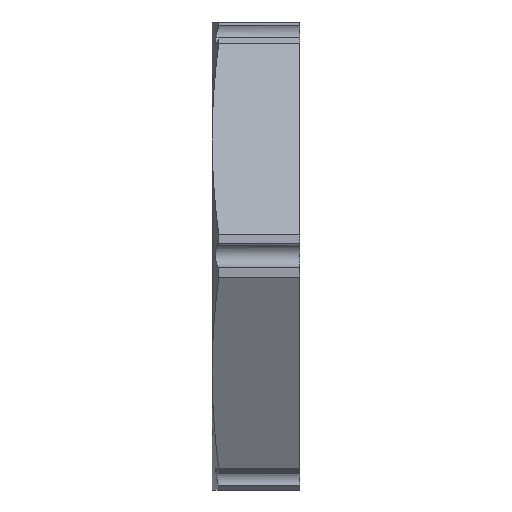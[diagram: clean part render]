
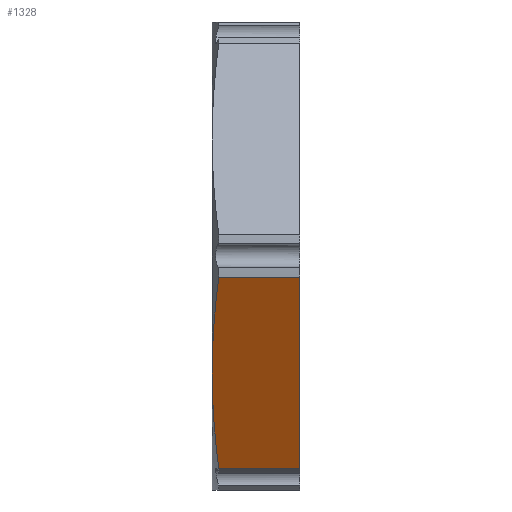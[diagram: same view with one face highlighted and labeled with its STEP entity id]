
A CAD part, left-side view. The second image highlights one B-rep face of the part: STEP entity #1328.
In plain terms, the highlighted planar face has unit normal (-0.866, 0, -0.5).
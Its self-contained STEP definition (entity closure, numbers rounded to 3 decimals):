
#161=DIRECTION('',(0.5,0.,-0.866));
#162=VECTOR('',#161,15.138);
#163=CARTESIAN_POINT('',(-17.641,0.,-1.445));
#164=LINE('',#163,#162);
#179=DIRECTION('',(0.,-1.,0.));
#180=VECTOR('',#179,5.544);
#181=CARTESIAN_POINT('',(-17.641,5.544,-1.445));
#182=LINE('',#181,#180);
#230=CARTESIAN_POINT('',(-13.856,6.,-8.));
#231=CARTESIAN_POINT('',(-14.036,6.,-7.689));
#232=CARTESIAN_POINT('',(-14.395,5.994,-7.067));
#233=CARTESIAN_POINT('',(-14.935,5.964,-6.132));
#234=CARTESIAN_POINT('',(-15.476,5.916,-5.195));
#235=CARTESIAN_POINT('',(-16.017,5.849,-4.259));
#236=CARTESIAN_POINT('',(-16.557,5.765,-3.323));
#237=CARTESIAN_POINT('',(-17.098,5.664,-2.385));
#238=CARTESIAN_POINT('',(-17.46,5.586,-1.758));
#239=CARTESIAN_POINT('',(-17.641,5.544,-1.445));
#476=CARTESIAN_POINT('',(-10.072,5.544,-14.555));
#477=CARTESIAN_POINT('',(-10.253,5.586,-14.242));
#478=CARTESIAN_POINT('',(-10.614,5.664,-13.615));
#479=CARTESIAN_POINT('',(-11.156,5.765,-12.677));
#480=CARTESIAN_POINT('',(-11.696,5.849,-11.741));
#481=CARTESIAN_POINT('',(-12.237,5.916,-10.805));
#482=CARTESIAN_POINT('',(-12.778,5.964,-9.868));
#483=CARTESIAN_POINT('',(-13.318,5.994,-8.933));
#484=CARTESIAN_POINT('',(-13.677,6.,-8.311));
#485=CARTESIAN_POINT('',(-13.856,6.,-8.));
#487=DIRECTION('',(0.,1.,0.));
#488=VECTOR('',#487,5.544);
#489=CARTESIAN_POINT('',(-10.072,0.,-14.555));
#490=LINE('',#489,#488);
#712=CARTESIAN_POINT('',(-10.072,0.,-14.555));
#714=VERTEX_POINT('',#712);
#716=CARTESIAN_POINT('',(-10.072,5.544,-14.555));
#717=VERTEX_POINT('',#716);
#742=VERTEX_POINT('',#485);
#766=CARTESIAN_POINT('',(-17.641,0.,-1.445));
#767=VERTEX_POINT('',#766);
#768=CARTESIAN_POINT('',(-17.641,5.544,-1.445));
#769=VERTEX_POINT('',#768);
#1316=CARTESIAN_POINT('',(-10.072,6.,-14.555));
#1317=DIRECTION('',(0.866,0.,0.5));
#1318=DIRECTION('',(0.5,0.,-0.866));
#1319=AXIS2_PLACEMENT_3D('',#1316,#1317,#1318);
#1320=PLANE('',#1319);
#1321=ORIENTED_EDGE('',*,*,#1264,.T.);
#1322=ORIENTED_EDGE('',*,*,#1243,.T.);
#1323=ORIENTED_EDGE('',*,*,#968,.T.);
#1324=ORIENTED_EDGE('',*,*,#943,.T.);
#1325=ORIENTED_EDGE('',*,*,#915,.T.);
#1326=EDGE_LOOP('',(#1321,#1322,#1323,#1324,#1325));
#1327=FACE_OUTER_BOUND('',#1326,.F.);
#1328=ADVANCED_FACE('',(#1327),#1320,.F.);
#240=B_SPLINE_CURVE_WITH_KNOTS('',3,(#230,#231,#232,#233,#234,#235,#236,#237,
#238,#239),.UNSPECIFIED.,.F.,.F.,(4,1,1,1,1,1,1,4),(0.,0.143,
0.286,0.429,0.571,0.714,
0.857,1.),.UNSPECIFIED.);
#486=B_SPLINE_CURVE_WITH_KNOTS('',3,(#476,#477,#478,#479,#480,#481,#482,#483,
#484,#485),.UNSPECIFIED.,.F.,.F.,(4,1,1,1,1,1,1,4),(0.,0.143,
0.286,0.429,0.571,0.714,
0.857,1.),.UNSPECIFIED.);
#915=EDGE_CURVE('',#767,#714,#164,.T.);
#943=EDGE_CURVE('',#769,#767,#182,.T.);
#968=EDGE_CURVE('',#742,#769,#240,.T.);
#1243=EDGE_CURVE('',#717,#742,#486,.T.);
#1264=EDGE_CURVE('',#714,#717,#490,.T.);
